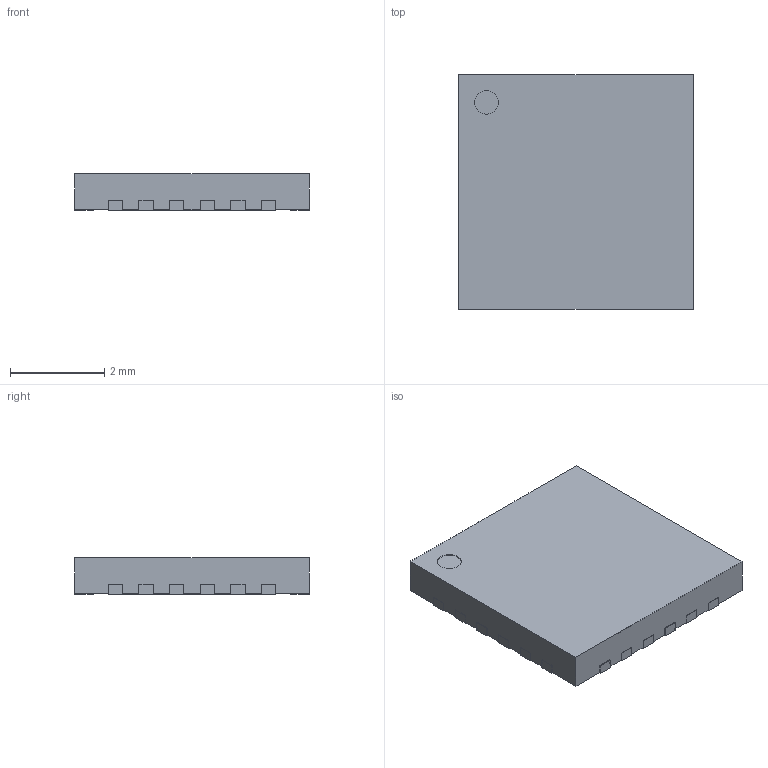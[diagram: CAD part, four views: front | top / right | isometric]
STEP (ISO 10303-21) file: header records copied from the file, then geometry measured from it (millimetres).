
FILE_DESCRIPTION(/* description */ ('model of QFN-24-1EP_5x5mm_Pitch0.65mm'),/* implementation_level */ '2;1');
FILE_NAME(/* name */ 'QFN-24-1EP_5x5mm_Pitch0.65mm.step',/* time_stamp */ '2017-03-23T11:13:00',/* author */ ('kicad StepUp','ksu'),/* organization */ ('FreeCAD'),/* preprocessor_version */ 'OCC',/* originating_system */ 'kicad StepUp',/* authorisation */ '');
FILE_SCHEMA(('AUTOMOTIVE_DESIGN_CC2 { 1 2 10303 214 -1 1 5 4 }'));
Length unit declared in the file: millimetre
Products named in the file (1): QFN-24-1EP_5x5mm_Pitch0.65mm
Bounding box: 5 x 5 x 0.77 mm (x, y, z)
Volume: 18.9 mm3; surface area: 65.7 mm2
Topology: 1 solids, 1 shells, 158 faces, 462 edges, 308 vertices
Faces by surface type: plane 133, cylinder 25
Full cylindrical faces by diameter (mm): 0.5 x1
Entity records: 3687 total; most frequent: ORIENTED_EDGE 870, CARTESIAN_POINT 505, EDGE_CURVE 462, LINE 388, VERTEX_POINT 308, AXIS2_PLACEMENT_3D 209, FACE_BOUND 160, EDGE_LOOP 160
